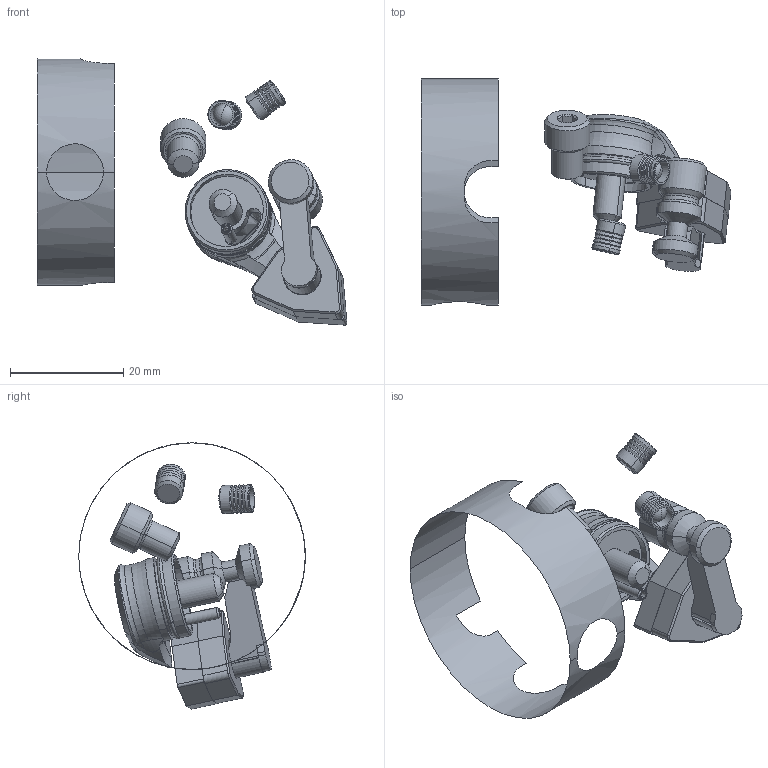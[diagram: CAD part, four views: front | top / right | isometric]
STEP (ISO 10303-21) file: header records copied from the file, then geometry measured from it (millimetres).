
FILE_DESCRIPTION (( 'STEP AP214' ), '1' );
FILE_NAME ('-PW..RLA.055-HP.STEP', '2021-12-21T09:09:33', ( '' ), ( '' ), 'SwSTEP 2.0', 'SolidWorks 2017', '' );
FILE_SCHEMA (( 'AUTOMOTIVE_DESIGN' ));
Length unit declared in the file: millimetre
Products named in the file (15): WNMG080404; KVT_MB_600_050; -PW..RLA.055-HP; HA4-PWE.RLA.055-HP_B; CHP-PCX.000.022_D《e; DIN 7991 - M5x18; WDF-ER3.101.000_A; CHP-PCX.000.022_B; DIN 3771 - 6.5x1.5; DIN 3771 - 13x1; CHP-ER1.008.011_A; WCD-ER4.101.017_A; ISO 8752 2x8; WWE-ER2.101.004_A; WCD-ER1.101.000
Assembly tree (15 placements, depth 3):
  -PW..RLA.055-HP
    HA4-PWE.RLA.055-HP_B
    WWE-ER2.101.004_A
    WDF-ER3.101.000_A
    WCD-ER4.101.017_A
    WCD-ER1.101.000
    CHP-ER1.008.011_A
    CHP-PCX.000.022_D《e
      DIN 3771 - 13x1
      DIN 3771 - 6.5x1.5
      CHP-PCX.000.022_B
      DIN 7991 - M5x18
    ISO 8752 2x8
    KVT_MB_600_050  x2
    WNMG080404
Bounding box: 54.7 x 40 x 47 mm (x, y, z)
Volume: 4750.5 mm3; surface area: 6891.8 mm2
Topology: 15 solids, 16 shells, 435 faces, 1047 edges, 627 vertices
Faces by surface type: cone 117, plane 117, cylinder 103, bspline 56, torus 38, sphere 4
Entity records: 15396 total; most frequent: CARTESIAN_POINT 5838, ORIENTED_EDGE 1902, DIRECTION 1787, EDGE_CURVE 961, AXIS2_PLACEMENT_3D 703, VERTEX_POINT 588, EDGE_LOOP 420, ADVANCED_FACE 403
